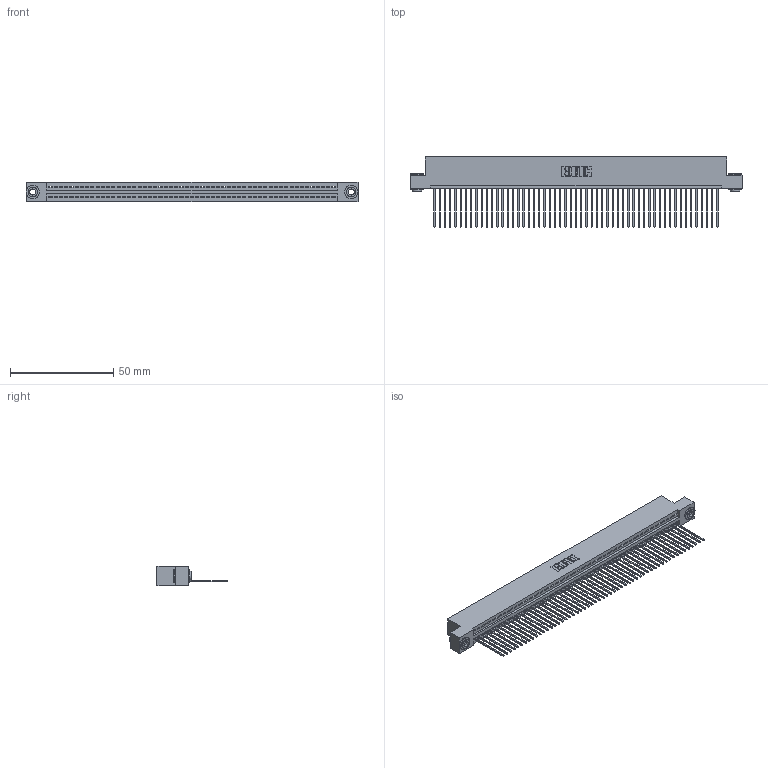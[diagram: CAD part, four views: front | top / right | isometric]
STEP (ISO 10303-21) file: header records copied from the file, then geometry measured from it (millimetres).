
FILE_DESCRIPTION (( 'STEP AP203' ), '1' );
FILE_NAME ('395-055-541-103.STEP', '2019-10-23T20:25:04', ( '' ), ( '' ), 'SwSTEP 2.0', 'SolidWorks 2016', '' );
FILE_SCHEMA (( 'CONFIG_CONTROL_DESIGN' ));
Length unit declared in the file: inch
Products named in the file (4): 345 Part_Flush Mounting Lugs - 0.156 Dia-TH; 345-292-001_345-293-141; 395-055-541-103; 345-250-002_345-250-002-102
Assembly tree (58 placements, depth 2):
  395-055-541-103
    345 Part_Flush Mounting Lugs - 0.156 Dia-TH
    345-292-001_345-293-141  x55
    345-250-002_345-250-002-102  x2
Bounding box: 160.91 x 33.96 x 9.4 mm (x, y, z)
Volume: 15590.7 mm3; surface area: 22177.7 mm2
Topology: 58 solids, 58 shells, 3354 faces, 10097 edges, 6654 vertices
Faces by surface type: plane 2290, cylinder 1056, cone 8
Entity records: 40312 total; most frequent: CARTESIAN_POINT 6960, ORIENTED_EDGE 6942, DIRECTION 6091, EDGE_CURVE 3471, LINE 3095, VECTOR 3095, VERTEX_POINT 2310, AXIS2_PLACEMENT_3D 1498
